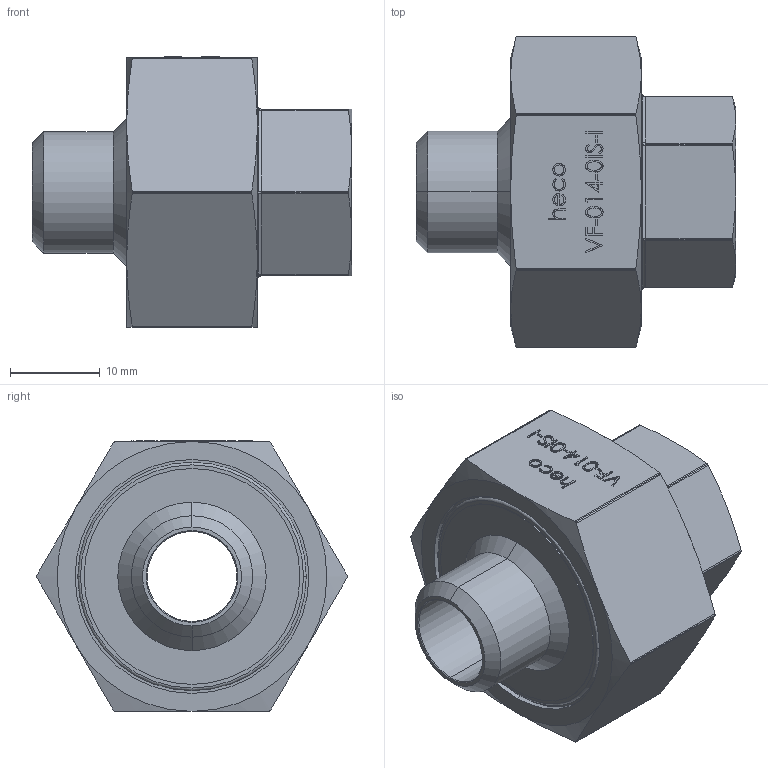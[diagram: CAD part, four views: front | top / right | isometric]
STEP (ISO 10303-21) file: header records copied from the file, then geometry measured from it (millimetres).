
FILE_DESCRIPTION (( 'STEP AP214' ), '1' );
FILE_NAME ('heco_VF-014-0IS-I.STEP', '2016-09-26T12:16:11', ( '' ), ( '' ), 'SwSTEP 2.0', 'SolidWorks 2016', '' );
FILE_SCHEMA (( 'AUTOMOTIVE_DESIGN' ));
Length unit declared in the file: millimetre
Products named in the file (1): heco_VF-014-0IS-I
Bounding box: 35.5 x 34.55 x 30.1 mm (x, y, z)
Volume: 11830.6 mm3; surface area: 5404.5 mm2
Topology: 1 solids, 1 shells, 271 faces, 679 edges, 432 vertices
Faces by surface type: plane 113, bspline 74, cylinder 50, cone 32, torus 2
Entity records: 13596 total; most frequent: CARTESIAN_POINT 6103, ORIENTED_EDGE 1346, DIRECTION 891, EDGE_CURVE 673, VERTEX_POINT 432, VECTOR 363, LINE 363, EDGE_LOOP 301
